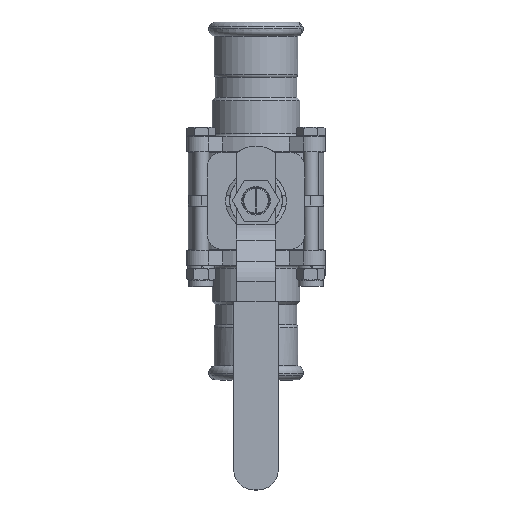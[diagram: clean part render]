
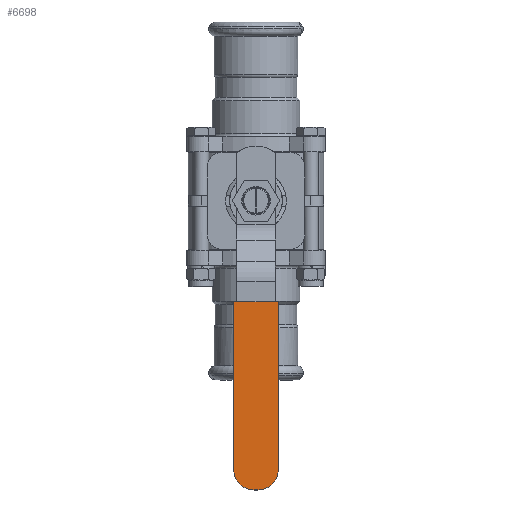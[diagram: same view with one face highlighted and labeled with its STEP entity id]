
A CAD part, top view. The second image highlights one B-rep face of the part: STEP entity #6698.
In plain terms, the highlighted planar face has unit normal (0, 0, 1).
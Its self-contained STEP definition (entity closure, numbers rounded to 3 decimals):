
#381=PLANE('',#7501);
#869=FACE_OUTER_BOUND('',#1300,.T.);
#1300=EDGE_LOOP('',(#6003,#6004,#6005,#6006,#6007,#6008));
#1714=CIRCLE('',#7427,14.);
#1716=CIRCLE('',#7432,14.);
#2076=LINE('',#11840,#2469);
#2082=LINE('',#11856,#2475);
#2166=LINE('',#12104,#2559);
#2170=LINE('',#12109,#2563);
#2469=VECTOR('',#9204,10.);
#2475=VECTOR('',#9220,10.);
#2559=VECTOR('',#9436,10.);
#2563=VECTOR('',#9442,10.);
#3098=VERTEX_POINT('',#11830);
#3099=VERTEX_POINT('',#11832);
#3101=VERTEX_POINT('',#11838);
#3105=VERTEX_POINT('',#11850);
#3106=VERTEX_POINT('',#11854);
#3192=VERTEX_POINT('',#12103);
#4028=EDGE_CURVE('',#3098,#3099,#1714,.T.);
#4032=EDGE_CURVE('',#3101,#3098,#2076,.T.);
#4037=EDGE_CURVE('',#3105,#3101,#1716,.T.);
#4040=EDGE_CURVE('',#3105,#3106,#2082,.T.);
#4160=EDGE_CURVE('',#3192,#3106,#2166,.T.);
#4164=EDGE_CURVE('',#3099,#3192,#2170,.T.);
#6003=ORIENTED_EDGE('',*,*,#4028,.F.);
#6004=ORIENTED_EDGE('',*,*,#4032,.F.);
#6005=ORIENTED_EDGE('',*,*,#4037,.F.);
#6006=ORIENTED_EDGE('',*,*,#4040,.T.);
#6007=ORIENTED_EDGE('',*,*,#4160,.F.);
#6008=ORIENTED_EDGE('',*,*,#4164,.F.);
#6698=ADVANCED_FACE('',(#869),#381,.T.);
#7427=AXIS2_PLACEMENT_3D('',#11833,#9197,#9198);
#7432=AXIS2_PLACEMENT_3D('',#11851,#9214,#9215);
#7501=AXIS2_PLACEMENT_3D('',#12110,#9443,#9444);
#9197=DIRECTION('center_axis',(0.,0.,-1.));
#9198=DIRECTION('ref_axis',(-0.707,-0.707,0.));
#9204=DIRECTION('',(-1.,0.,0.));
#9214=DIRECTION('center_axis',(0.,0.,-1.));
#9215=DIRECTION('ref_axis',(0.707,-0.707,0.));
#9220=DIRECTION('',(0.,1.,0.));
#9436=DIRECTION('',(1.,0.,0.));
#9442=DIRECTION('',(0.,1.,0.));
#9443=DIRECTION('center_axis',(0.,0.,1.));
#9444=DIRECTION('ref_axis',(1.,0.,0.));
#11830=CARTESIAN_POINT('',(-1.25,-198.,110.));
#11832=CARTESIAN_POINT('',(-15.25,-184.,110.));
#11833=CARTESIAN_POINT('Origin',(-1.25,-184.,110.));
#11838=CARTESIAN_POINT('',(1.25,-198.,110.));
#11840=CARTESIAN_POINT('',(15.25,-198.,110.));
#11850=CARTESIAN_POINT('',(15.25,-184.,110.));
#11851=CARTESIAN_POINT('Origin',(1.25,-184.,110.));
#11854=CARTESIAN_POINT('',(15.25,-69.,110.));
#11856=CARTESIAN_POINT('',(15.25,-198.,110.));
#12103=CARTESIAN_POINT('',(-15.25,-69.,110.));
#12104=CARTESIAN_POINT('',(15.25,-69.,110.));
#12109=CARTESIAN_POINT('',(-15.25,-198.,110.));
#12110=CARTESIAN_POINT('Origin',(-15.25,-198.,110.));
